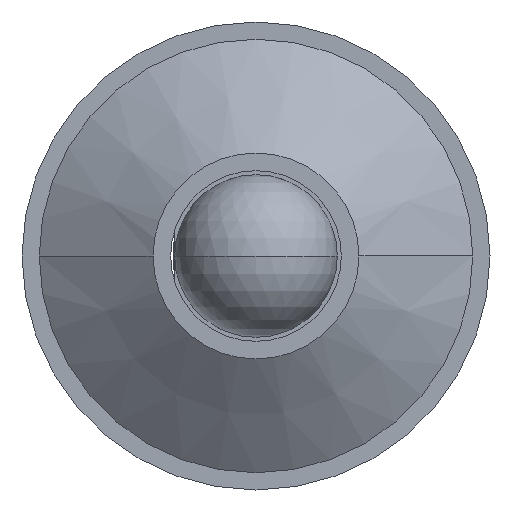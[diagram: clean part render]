
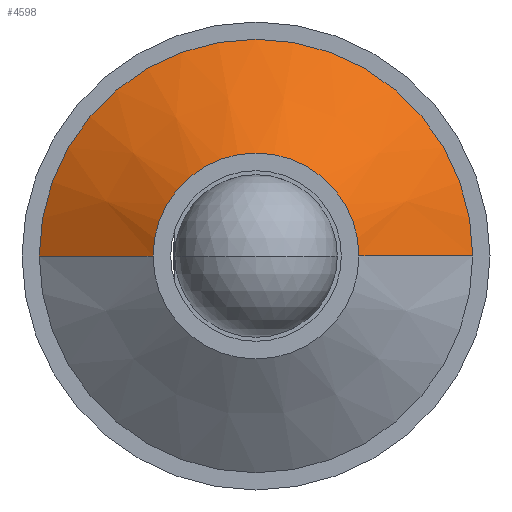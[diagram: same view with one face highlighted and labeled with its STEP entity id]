
A CAD part, left-side view. The second image highlights one B-rep face of the part: STEP entity #4598.
In plain terms, the highlighted conical face has half-angle 54.462 degrees and reference radius 4 mm.
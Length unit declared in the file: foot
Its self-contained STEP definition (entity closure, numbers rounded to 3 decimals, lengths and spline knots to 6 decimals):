
#211 = CARTESIAN_POINT ( 'NONE',  ( 0.004921, 0.013123, 0. ) ) ;
#445 = EDGE_LOOP ( 'NONE', ( #1278, #3507, #1901, #5256 ) ) ;
#685 = EDGE_CURVE ( 'NONE', #1802, #1800, #4459, .T. ) ;
#846 = EDGE_CURVE ( 'NONE', #2684, #4549, #2979, .T. ) ;
#1130 = DIRECTION ( 'NONE',  ( 1., 0., 0. ) ) ;
#1236 = AXIS2_PLACEMENT_3D ( 'NONE', #3702, #1130, #4057 ) ;
#1278 = ORIENTED_EDGE ( 'NONE', *, *, #4104, .T. ) ;
#1602 = DIRECTION ( 'NONE',  ( 1., 0., 0. ) ) ;
#1800 = VERTEX_POINT ( 'NONE', #211 ) ;
#1802 = VERTEX_POINT ( 'NONE', #4504 ) ;
#1901 = ORIENTED_EDGE ( 'NONE', *, *, #4495, .F. ) ;
#1906 = AXIS2_PLACEMENT_3D ( 'NONE', #4078, #1602, #4463 ) ;
#2124 = DIRECTION ( 'NONE',  ( 0., 1., 0. ) ) ;
#2555 = CARTESIAN_POINT ( 'NONE',  ( 0.004921, 0., 0. ) ) ;
#2684 = VERTEX_POINT ( 'NONE', #5579 ) ;
#2804 = CIRCLE ( 'NONE', #1906, 0.013123 ) ;
#2809 = CIRCLE ( 'NONE', #1236, 0.006234 ) ;
#2837 = VECTOR ( 'NONE', #3664, 3.28084 ) ;
#2888 = CARTESIAN_POINT ( 'NONE',  ( 0.004921, -0.013123, 0. ) ) ;
#2979 = LINE ( 'NONE', #2888, #2837 ) ;
#3359 = DIRECTION ( 'NONE',  ( 0.581, 0.814, 0. ) ) ;
#3391 = CONICAL_SURFACE ( 'NONE', #3624, 0.013123, 0.951 ) ;
#3507 = ORIENTED_EDGE ( 'NONE', *, *, #846, .T. ) ;
#3539 = CARTESIAN_POINT ( 'NONE',  ( 0.004921, 0.013123, 0. ) ) ;
#3624 = AXIS2_PLACEMENT_3D ( 'NONE', #2555, #4112, #2124 ) ;
#3664 = DIRECTION ( 'NONE',  ( 0.581, -0.814, 0. ) ) ;
#3702 = CARTESIAN_POINT ( 'NONE',  ( 0., 0., 0. ) ) ;
#4057 = DIRECTION ( 'NONE',  ( 0., 1., 0. ) ) ;
#4078 = CARTESIAN_POINT ( 'NONE',  ( 0.004921, 0., 0. ) ) ;
#4104 = EDGE_CURVE ( 'NONE', #1802, #2684, #2809, .T. ) ;
#4112 = DIRECTION ( 'NONE',  ( 1., 0., 0. ) ) ;
#4459 = LINE ( 'NONE', #3539, #4595 ) ;
#4463 = DIRECTION ( 'NONE',  ( 0., 1., 0. ) ) ;
#4487 = FACE_OUTER_BOUND ( 'NONE', #445, .T. ) ;
#4495 = EDGE_CURVE ( 'NONE', #1800, #4549, #2804, .T. ) ;
#4504 = CARTESIAN_POINT ( 'NONE',  ( 0., 0.006234, 0. ) ) ;
#4549 = VERTEX_POINT ( 'NONE', #4883 ) ;
#4595 = VECTOR ( 'NONE', #3359, 3.28084 ) ;
#4598 = ADVANCED_FACE ( 'NONE', ( #4487 ), #3391, .T. ) ;
#4883 = CARTESIAN_POINT ( 'NONE',  ( 0.004921, -0.013123, 0. ) ) ;
#5256 = ORIENTED_EDGE ( 'NONE', *, *, #685, .F. ) ;
#5579 = CARTESIAN_POINT ( 'NONE',  ( 0., -0.006234, 0. ) ) ;
